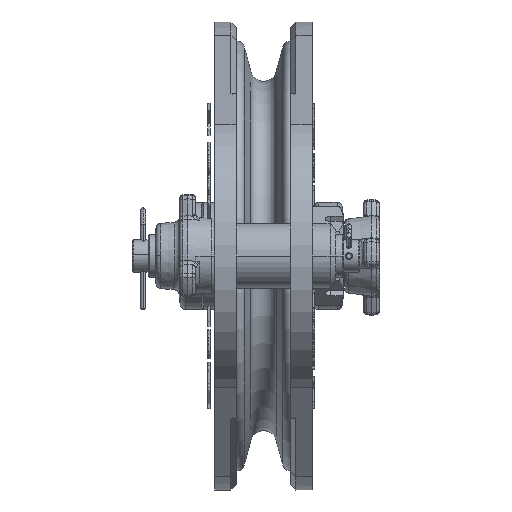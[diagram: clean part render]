
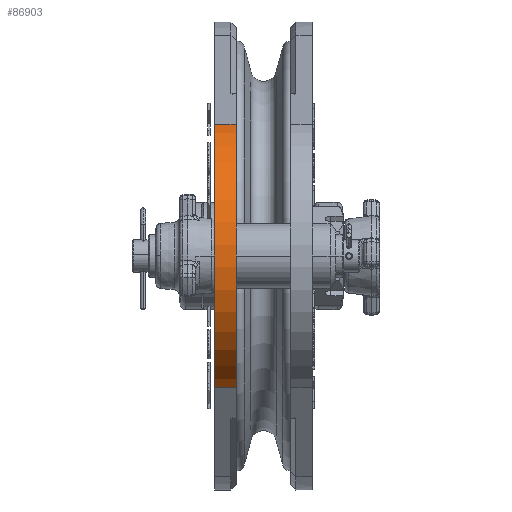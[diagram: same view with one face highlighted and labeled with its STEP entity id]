
A CAD part, front view. The second image highlights one B-rep face of the part: STEP entity #86903.
In plain terms, the highlighted cylindrical face has radius 82.55 mm (diameter 165.1 mm), a partial arc.
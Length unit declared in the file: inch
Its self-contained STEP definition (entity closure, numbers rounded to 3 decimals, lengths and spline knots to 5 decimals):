
#29116=CARTESIAN_POINT('',(-0.583,-23.91489,0.));
#29117=DIRECTION('',(-1.,0.,0.));
#29118=DIRECTION('',(0.,-0.33,-0.944));
#29119=AXIS2_PLACEMENT_3D('',#29116,#29117,#29118);
#29239=DIRECTION('',(-1.,0.,0.));
#29240=VECTOR('',#29239,0.5);
#29241=CARTESIAN_POINT('',(-0.583,-24.98842,-3.06758));
#29242=LINE('',#29241,#29240);
#29246=DIRECTION('',(1.,0.,0.));
#29247=VECTOR('',#29246,0.5);
#29248=CARTESIAN_POINT('',(-1.083,-24.98842,3.06758));
#29249=LINE('',#29248,#29247);
#29363=CARTESIAN_POINT('',(-1.083,-23.91489,0.));
#29364=DIRECTION('',(1.,0.,0.));
#29365=DIRECTION('',(0.,-0.33,0.944));
#29366=AXIS2_PLACEMENT_3D('',#29363,#29364,#29365);
#58634=CARTESIAN_POINT('',(-0.583,-24.98842,-3.06758));
#58635=VERTEX_POINT('',#58634);
#58636=CARTESIAN_POINT('',(-0.583,-24.98842,3.06758));
#58637=VERTEX_POINT('',#58636);
#58664=CARTESIAN_POINT('',(-1.083,-24.98842,3.06758));
#58665=VERTEX_POINT('',#58664);
#58670=CARTESIAN_POINT('',(-1.083,-24.98842,-3.06758));
#58671=VERTEX_POINT('',#58670);
#86890=CARTESIAN_POINT('',(-0.583,-23.91489,0.));
#86891=DIRECTION('',(-1.,0.,0.));
#86892=DIRECTION('',(0.,0.,-1.));
#86893=AXIS2_PLACEMENT_3D('',#86890,#86891,#86892);
#86894=CYLINDRICAL_SURFACE('',#86893,3.25);
#86895=ORIENTED_EDGE('',*,*,#86822,.F.);
#86897=ORIENTED_EDGE('',*,*,#86896,.T.);
#86899=ORIENTED_EDGE('',*,*,#86898,.F.);
#86900=ORIENTED_EDGE('',*,*,#86879,.T.);
#86901=EDGE_LOOP('',(#86895,#86897,#86899,#86900));
#86902=FACE_OUTER_BOUND('',#86901,.F.);
#29120=CIRCLE('',#29119,3.25);
#29367=CIRCLE('',#29366,3.25);
#86822=EDGE_CURVE('',#58635,#58637,#29120,.T.);
#86879=EDGE_CURVE('',#58665,#58637,#29249,.T.);
#86896=EDGE_CURVE('',#58635,#58671,#29242,.T.);
#86898=EDGE_CURVE('',#58665,#58671,#29367,.T.);
#86903=ADVANCED_FACE('',(#86902),#86894,.T.);
